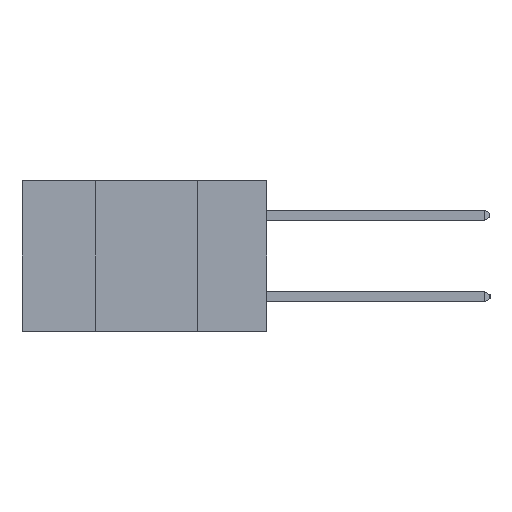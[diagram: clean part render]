
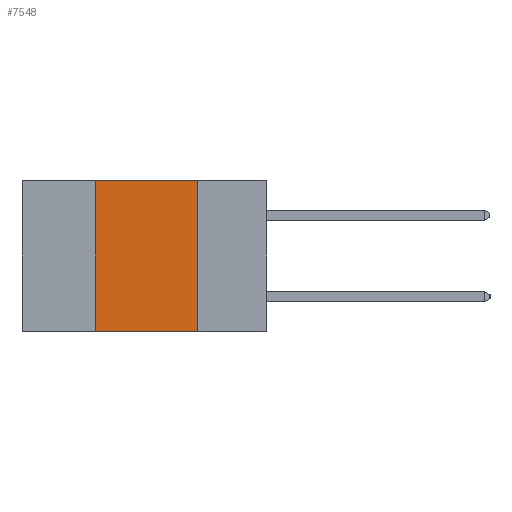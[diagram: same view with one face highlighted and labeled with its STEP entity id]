
A CAD part, left-side view. The second image highlights one B-rep face of the part: STEP entity #7548.
In plain terms, the highlighted planar face has unit normal (-1, 0, 0).
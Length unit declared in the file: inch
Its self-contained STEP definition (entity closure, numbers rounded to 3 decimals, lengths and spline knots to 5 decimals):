
#722 = ORIENTED_EDGE ( 'NONE', *, *, #6314, .T. ) ;
#822 = FACE_OUTER_BOUND ( 'NONE', #4553, .T. ) ;
#863 = VERTEX_POINT ( 'NONE', #7380 ) ;
#1247 = DIRECTION ( 'NONE',  ( 0., -1., 0. ) ) ;
#1552 = DIRECTION ( 'NONE',  ( 0., 0., -1. ) ) ;
#2028 = ORIENTED_EDGE ( 'NONE', *, *, #10687, .F. ) ;
#2495 = VECTOR ( 'NONE', #2875, 39.37008 ) ;
#2640 = CARTESIAN_POINT ( 'NONE',  ( 0., 0.6, 0. ) ) ;
#2844 = DIRECTION ( 'NONE',  ( 0., 0., -1. ) ) ;
#2875 = DIRECTION ( 'NONE',  ( 0., 0., 1. ) ) ;
#3292 = CARTESIAN_POINT ( 'NONE',  ( 0., 0.42, 0. ) ) ;
#3361 = ORIENTED_EDGE ( 'NONE', *, *, #6152, .F. ) ;
#3612 = PLANE ( 'NONE',  #4631 ) ;
#4037 = LINE ( 'NONE', #2640, #5388 ) ;
#4372 = CARTESIAN_POINT ( 'NONE',  ( 0., 0.6, 0. ) ) ;
#4553 = EDGE_LOOP ( 'NONE', ( #3361, #2028, #6374, #722 ) ) ;
#4631 = AXIS2_PLACEMENT_3D ( 'NONE', #4372, #5869, #2844 ) ;
#5388 = VECTOR ( 'NONE', #9958, 39.37008 ) ;
#5775 = LINE ( 'NONE', #8019, #7903 ) ;
#5785 = EDGE_CURVE ( 'NONE', #11390, #6580, #9365, .T. ) ;
#5869 = DIRECTION ( 'NONE',  ( 1., 0., 0. ) ) ;
#6104 = VERTEX_POINT ( 'NONE', #6797 ) ;
#6152 = EDGE_CURVE ( 'NONE', #6104, #863, #5775, .T. ) ;
#6314 = EDGE_CURVE ( 'NONE', #11390, #863, #9841, .T. ) ;
#6374 = ORIENTED_EDGE ( 'NONE', *, *, #5785, .F. ) ;
#6580 = VERTEX_POINT ( 'NONE', #9179 ) ;
#6797 = CARTESIAN_POINT ( 'NONE',  ( 0., 0.17, 0. ) ) ;
#7064 = VECTOR ( 'NONE', #1247, 39.37008 ) ;
#7380 = CARTESIAN_POINT ( 'NONE',  ( 0., 0.17, -0.37 ) ) ;
#7548 = ADVANCED_FACE ( 'NONE', ( #822 ), #3612, .F. ) ;
#7903 = VECTOR ( 'NONE', #1552, 39.37008 ) ;
#8019 = CARTESIAN_POINT ( 'NONE',  ( 0., 0.17, 0. ) ) ;
#8742 = CARTESIAN_POINT ( 'NONE',  ( 0., 0.42, -0.37 ) ) ;
#9179 = CARTESIAN_POINT ( 'NONE',  ( 0., 0.42, 0. ) ) ;
#9365 = LINE ( 'NONE', #3292, #2495 ) ;
#9841 = LINE ( 'NONE', #11710, #7064 ) ;
#9958 = DIRECTION ( 'NONE',  ( 0., -1., 0. ) ) ;
#10687 = EDGE_CURVE ( 'NONE', #6580, #6104, #4037, .T. ) ;
#11390 = VERTEX_POINT ( 'NONE', #8742 ) ;
#11710 = CARTESIAN_POINT ( 'NONE',  ( 0., 0.6, -0.37 ) ) ;
